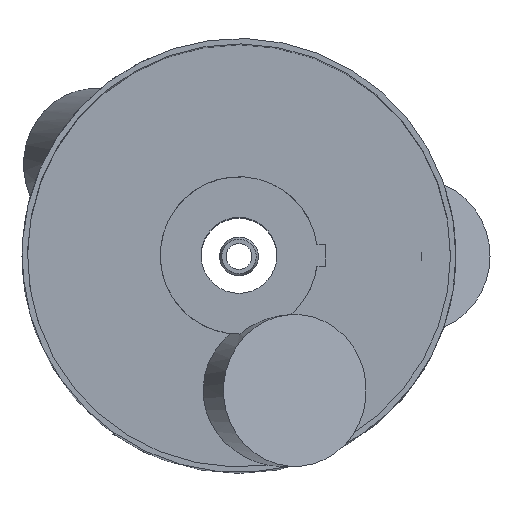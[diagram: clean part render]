
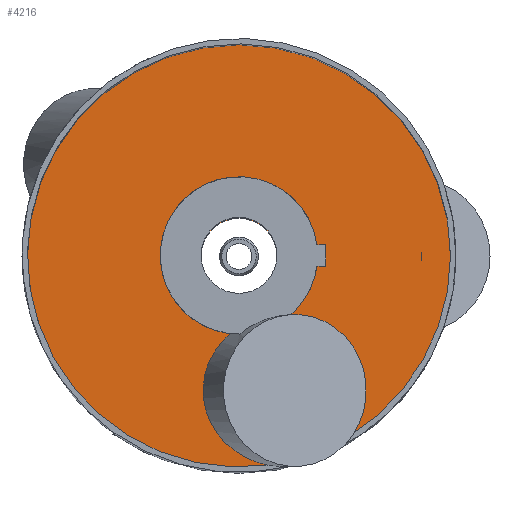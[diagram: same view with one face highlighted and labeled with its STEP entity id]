
A CAD part, top view. The second image highlights one B-rep face of the part: STEP entity #4216.
In plain terms, the highlighted planar face has unit normal (0, 0, 1).
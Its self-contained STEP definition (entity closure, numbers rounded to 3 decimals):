
#2324 = CYLINDRICAL_SURFACE('',#2325,78.);
#2325 = AXIS2_PLACEMENT_3D('',#2326,#2327,#2328);
#2326 = CARTESIAN_POINT('',(0.,0.,5.));
#2327 = DIRECTION('',(0.,0.,1.));
#2328 = DIRECTION('',(1.,0.,0.));
#3117 = VERTEX_POINT('',#3118);
#3118 = CARTESIAN_POINT('',(78.,0.,5.));
#3141 = EDGE_CURVE('',#3117,#3117,#3142,.T.);
#3142 = SURFACE_CURVE('',#3143,(#3148,#3155),.PCURVE_S1.);
#3143 = CIRCLE('',#3144,78.);
#3144 = AXIS2_PLACEMENT_3D('',#3145,#3146,#3147);
#3145 = CARTESIAN_POINT('',(0.,0.,5.));
#3146 = DIRECTION('',(0.,0.,1.));
#3147 = DIRECTION('',(1.,0.,0.));
#3148 = PCURVE('',#2324,#3149);
#3149 = DEFINITIONAL_REPRESENTATION('',(#3150),#3154);
#3150 = LINE('',#3151,#3152);
#3151 = CARTESIAN_POINT('',(0.,0.));
#3152 = VECTOR('',#3153,1.);
#3153 = DIRECTION('',(1.,0.));
#3154 = ( GEOMETRIC_REPRESENTATION_CONTEXT(2) 
PARAMETRIC_REPRESENTATION_CONTEXT() REPRESENTATION_CONTEXT('2D SPACE',''
  ) );
#3155 = PCURVE('',#3156,#3161);
#3156 = PLANE('',#3157);
#3157 = AXIS2_PLACEMENT_3D('',#3158,#3159,#3160);
#3158 = CARTESIAN_POINT('',(0.,0.,5.));
#3159 = DIRECTION('',(0.,0.,1.));
#3160 = DIRECTION('',(1.,0.,0.));
#3161 = DEFINITIONAL_REPRESENTATION('',(#3162),#3166);
#3162 = CIRCLE('',#3163,78.);
#3163 = AXIS2_PLACEMENT_2D('',#3164,#3165);
#3164 = CARTESIAN_POINT('',(0.,0.));
#3165 = DIRECTION('',(1.,0.));
#3166 = ( GEOMETRIC_REPRESENTATION_CONTEXT(2) 
PARAMETRIC_REPRESENTATION_CONTEXT() REPRESENTATION_CONTEXT('2D SPACE',''
  ) );
#4172 = CYLINDRICAL_SURFACE('',#4173,14.);
#4173 = AXIS2_PLACEMENT_3D('',#4174,#4175,#4176);
#4174 = CARTESIAN_POINT('',(0.,0.,0.));
#4175 = DIRECTION('',(0.,0.,1.));
#4176 = DIRECTION('',(1.,0.,0.));
#4216 = ADVANCED_FACE('',(#4217,#4220,#4307),#3156,.T.);
#4217 = FACE_BOUND('',#4218,.T.);
#4218 = EDGE_LOOP('',(#4219));
#4219 = ORIENTED_EDGE('',*,*,#3141,.T.);
#4220 = FACE_BOUND('',#4221,.T.);
#4221 = EDGE_LOOP('',(#4222,#4256,#4283));
#4222 = ORIENTED_EDGE('',*,*,#4223,.F.);
#4223 = EDGE_CURVE('',#4224,#4226,#4228,.T.);
#4224 = VERTEX_POINT('',#4225);
#4225 = CARTESIAN_POINT('',(67.425,0.,5.));
#4226 = VERTEX_POINT('',#4227);
#4227 = CARTESIAN_POINT('',(67.384,1.413,5.));
#4228 = SURFACE_CURVE('',#4229,(#4234,#4241),.PCURVE_S1.);
#4229 = ELLIPSE('',#4230,27.669,26.);
#4230 = AXIS2_PLACEMENT_3D('',#4231,#4232,#4233);
#4231 = CARTESIAN_POINT('',(39.757,0.,5.));
#4232 = DIRECTION('',(0.,0.,1.));
#4233 = DIRECTION('',(1.,0.,-0.));
#4234 = PCURVE('',#3156,#4235);
#4235 = DEFINITIONAL_REPRESENTATION('',(#4236),#4240);
#4236 = ELLIPSE('',#4237,27.669,26.);
#4237 = AXIS2_PLACEMENT_2D('',#4238,#4239);
#4238 = CARTESIAN_POINT('',(39.757,0.));
#4239 = DIRECTION('',(1.,0.));
#4240 = ( GEOMETRIC_REPRESENTATION_CONTEXT(2) 
PARAMETRIC_REPRESENTATION_CONTEXT() REPRESENTATION_CONTEXT('2D SPACE',''
  ) );
#4241 = PCURVE('',#4242,#4247);
#4242 = CYLINDRICAL_SURFACE('',#4243,26.);
#4243 = AXIS2_PLACEMENT_3D('',#4244,#4245,#4246);
#4244 = CARTESIAN_POINT('',(42.989,0.,13.879));
#4245 = DIRECTION('',(0.342,0.,0.94));
#4246 = DIRECTION('',(0.94,0.,-0.342));
#4247 = DEFINITIONAL_REPRESENTATION('',(#4248),#4255);
#4248 = B_SPLINE_CURVE_WITH_KNOTS('',5,(#4249,#4250,#4251,#4252,#4253,
    #4254),.UNSPECIFIED.,.F.,.F.,(6,6),(0.,0.054),
  .PIECEWISE_BEZIER_KNOTS.);
#4249 = CARTESIAN_POINT('',(6.283,0.014));
#4250 = CARTESIAN_POINT('',(6.294,0.014));
#4251 = CARTESIAN_POINT('',(6.305,0.013));
#4252 = CARTESIAN_POINT('',(6.316,0.01));
#4253 = CARTESIAN_POINT('',(6.327,0.006));
#4254 = CARTESIAN_POINT('',(6.338,0.));
#4255 = ( GEOMETRIC_REPRESENTATION_CONTEXT(2) 
PARAMETRIC_REPRESENTATION_CONTEXT() REPRESENTATION_CONTEXT('2D SPACE',''
  ) );
#4256 = ORIENTED_EDGE('',*,*,#4257,.F.);
#4257 = EDGE_CURVE('',#4258,#4224,#4260,.T.);
#4258 = VERTEX_POINT('',#4259);
#4259 = CARTESIAN_POINT('',(67.384,-1.413,5.));
#4260 = SURFACE_CURVE('',#4261,(#4266,#4273),.PCURVE_S1.);
#4261 = ELLIPSE('',#4262,27.669,26.);
#4262 = AXIS2_PLACEMENT_3D('',#4263,#4264,#4265);
#4263 = CARTESIAN_POINT('',(39.757,0.,5.));
#4264 = DIRECTION('',(0.,0.,1.));
#4265 = DIRECTION('',(1.,0.,-0.));
#4266 = PCURVE('',#3156,#4267);
#4267 = DEFINITIONAL_REPRESENTATION('',(#4268),#4272);
#4268 = ELLIPSE('',#4269,27.669,26.);
#4269 = AXIS2_PLACEMENT_2D('',#4270,#4271);
#4270 = CARTESIAN_POINT('',(39.757,0.));
#4271 = DIRECTION('',(1.,0.));
#4272 = ( GEOMETRIC_REPRESENTATION_CONTEXT(2) 
PARAMETRIC_REPRESENTATION_CONTEXT() REPRESENTATION_CONTEXT('2D SPACE',''
  ) );
#4273 = PCURVE('',#4242,#4274);
#4274 = DEFINITIONAL_REPRESENTATION('',(#4275),#4282);
#4275 = B_SPLINE_CURVE_WITH_KNOTS('',5,(#4276,#4277,#4278,#4279,#4280,
    #4281),.UNSPECIFIED.,.F.,.F.,(6,6),(6.229,6.283),
  .PIECEWISE_BEZIER_KNOTS.);
#4276 = CARTESIAN_POINT('',(6.229,0.));
#4277 = CARTESIAN_POINT('',(6.24,0.006));
#4278 = CARTESIAN_POINT('',(6.251,0.01));
#4279 = CARTESIAN_POINT('',(6.261,0.013));
#4280 = CARTESIAN_POINT('',(6.272,0.014));
#4281 = CARTESIAN_POINT('',(6.283,0.014));
#4282 = ( GEOMETRIC_REPRESENTATION_CONTEXT(2) 
PARAMETRIC_REPRESENTATION_CONTEXT() REPRESENTATION_CONTEXT('2D SPACE',''
  ) );
#4283 = ORIENTED_EDGE('',*,*,#4284,.T.);
#4284 = EDGE_CURVE('',#4258,#4226,#4285,.T.);
#4285 = SURFACE_CURVE('',#4286,(#4290,#4296),.PCURVE_S1.);
#4286 = LINE('',#4287,#4288);
#4287 = CARTESIAN_POINT('',(67.384,0.,5.));
#4288 = VECTOR('',#4289,1.);
#4289 = DIRECTION('',(0.,1.,0.));
#4290 = PCURVE('',#3156,#4291);
#4291 = DEFINITIONAL_REPRESENTATION('',(#4292),#4295);
#4292 = B_SPLINE_CURVE_WITH_KNOTS('',1,(#4293,#4294),.UNSPECIFIED.,.F.,
  .F.,(2,2),(-26.,26.),.PIECEWISE_BEZIER_KNOTS.);
#4293 = CARTESIAN_POINT('',(67.384,-26.));
#4294 = CARTESIAN_POINT('',(67.384,26.));
#4295 = ( GEOMETRIC_REPRESENTATION_CONTEXT(2) 
PARAMETRIC_REPRESENTATION_CONTEXT() REPRESENTATION_CONTEXT('2D SPACE',''
  ) );
#4296 = PCURVE('',#4297,#4302);
#4297 = PLANE('',#4298);
#4298 = AXIS2_PLACEMENT_3D('',#4299,#4300,#4301);
#4299 = CARTESIAN_POINT('',(42.989,0.,13.879));
#4300 = DIRECTION('',(0.342,0.,0.94));
#4301 = DIRECTION('',(0.94,0.,-0.342));
#4302 = DEFINITIONAL_REPRESENTATION('',(#4303),#4306);
#4303 = B_SPLINE_CURVE_WITH_KNOTS('',1,(#4304,#4305),.UNSPECIFIED.,.F.,
  .F.,(2,2),(-26.,26.),.PIECEWISE_BEZIER_KNOTS.);
#4304 = CARTESIAN_POINT('',(25.962,-26.));
#4305 = CARTESIAN_POINT('',(25.962,26.));
#4306 = ( GEOMETRIC_REPRESENTATION_CONTEXT(2) 
PARAMETRIC_REPRESENTATION_CONTEXT() REPRESENTATION_CONTEXT('2D SPACE',''
  ) );
#4307 = FACE_BOUND('',#4308,.T.);
#4308 = EDGE_LOOP('',(#4309));
#4309 = ORIENTED_EDGE('',*,*,#4310,.F.);
#4310 = EDGE_CURVE('',#4311,#4311,#4313,.T.);
#4311 = VERTEX_POINT('',#4312);
#4312 = CARTESIAN_POINT('',(14.,0.,5.));
#4313 = SURFACE_CURVE('',#4314,(#4319,#4326),.PCURVE_S1.);
#4314 = CIRCLE('',#4315,14.);
#4315 = AXIS2_PLACEMENT_3D('',#4316,#4317,#4318);
#4316 = CARTESIAN_POINT('',(0.,0.,5.));
#4317 = DIRECTION('',(0.,0.,1.));
#4318 = DIRECTION('',(1.,0.,-0.));
#4319 = PCURVE('',#3156,#4320);
#4320 = DEFINITIONAL_REPRESENTATION('',(#4321),#4325);
#4321 = CIRCLE('',#4322,14.);
#4322 = AXIS2_PLACEMENT_2D('',#4323,#4324);
#4323 = CARTESIAN_POINT('',(0.,0.));
#4324 = DIRECTION('',(1.,0.));
#4325 = ( GEOMETRIC_REPRESENTATION_CONTEXT(2) 
PARAMETRIC_REPRESENTATION_CONTEXT() REPRESENTATION_CONTEXT('2D SPACE',''
  ) );
#4326 = PCURVE('',#4172,#4327);
#4327 = DEFINITIONAL_REPRESENTATION('',(#4328),#4332);
#4328 = LINE('',#4329,#4330);
#4329 = CARTESIAN_POINT('',(0.,5.));
#4330 = VECTOR('',#4331,1.);
#4331 = DIRECTION('',(1.,0.));
#4332 = ( GEOMETRIC_REPRESENTATION_CONTEXT(2) 
PARAMETRIC_REPRESENTATION_CONTEXT() REPRESENTATION_CONTEXT('2D SPACE',''
  ) );
